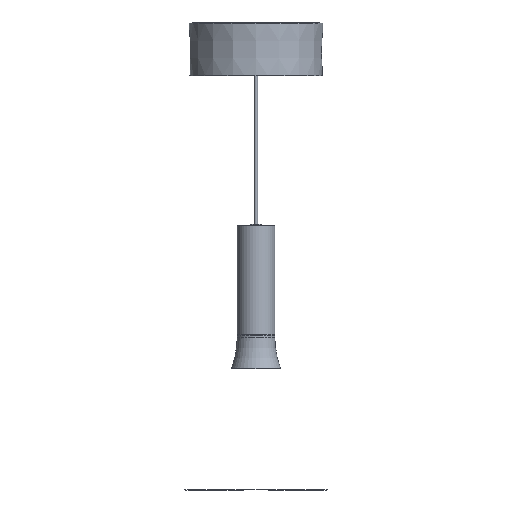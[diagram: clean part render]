
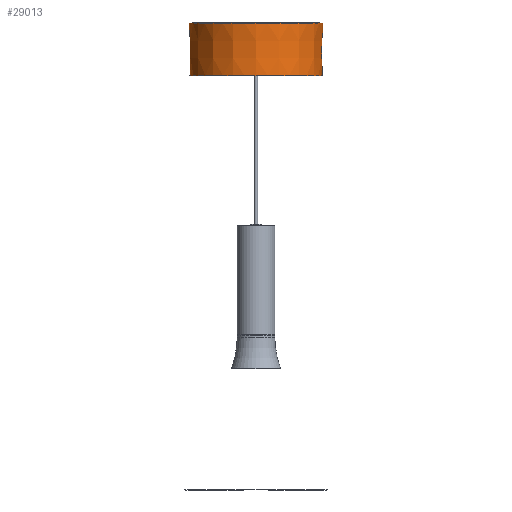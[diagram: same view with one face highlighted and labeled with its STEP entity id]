
A CAD part, left-side view. The second image highlights one B-rep face of the part: STEP entity #29013.
In plain terms, the highlighted conical face has half-angle 0.5 degrees and reference radius 61 mm.
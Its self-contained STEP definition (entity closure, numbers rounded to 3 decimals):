
#766=FACE_BOUND('',#4018,.T.);
#845=CONICAL_SURFACE('',#31144,61.,0.009);
#2042=FACE_OUTER_BOUND('',#4017,.T.);
#4017=EDGE_LOOP('',(#20433,#20434,#20435,#20436));
#4018=EDGE_LOOP('',(#20437,#20438,#20439,#20440));
#5868=CIRCLE('',#31048,61.419);
#5884=CIRCLE('',#31081,61.371);
#5885=CIRCLE('',#31083,61.388);
#5906=CIRCLE('',#31134,61.);
#8569=LINE('',#62842,#10306);
#8570=LINE('',#62844,#10307);
#8602=LINE('',#62988,#10339);
#10306=VECTOR('',#35442,10.);
#10307=VECTOR('',#35445,10.);
#10339=VECTOR('',#35595,61.);
#12110=VERTEX_POINT('',#62659);
#12151=VERTEX_POINT('',#62830);
#12152=VERTEX_POINT('',#62832);
#12153=VERTEX_POINT('',#62836);
#12154=VERTEX_POINT('',#62838);
#12181=VERTEX_POINT('',#62974);
#15007=EDGE_CURVE('',#12110,#12110,#5868,.F.);
#15061=EDGE_CURVE('',#12152,#12151,#5884,.F.);
#15065=EDGE_CURVE('',#12153,#12154,#5885,.F.);
#15066=EDGE_CURVE('',#12154,#12152,#8569,.F.);
#15067=EDGE_CURVE('',#12151,#12153,#8570,.T.);
#15122=EDGE_CURVE('',#12181,#12181,#5906,.T.);
#15127=EDGE_CURVE('',#12110,#12181,#8602,.T.);
#20433=ORIENTED_EDGE('',*,*,#15007,.F.);
#20434=ORIENTED_EDGE('',*,*,#15127,.T.);
#20435=ORIENTED_EDGE('',*,*,#15122,.T.);
#20436=ORIENTED_EDGE('',*,*,#15127,.F.);
#20437=ORIENTED_EDGE('',*,*,#15065,.T.);
#20438=ORIENTED_EDGE('',*,*,#15066,.T.);
#20439=ORIENTED_EDGE('',*,*,#15061,.T.);
#20440=ORIENTED_EDGE('',*,*,#15067,.T.);
#29013=ADVANCED_FACE('',(#2042,#766),#845,.T.);
#31048=AXIS2_PLACEMENT_3D('',#62660,#35343,#35344);
#31081=AXIS2_PLACEMENT_3D('',#62833,#35431,#35432);
#31083=AXIS2_PLACEMENT_3D('',#62840,#35438,#35439);
#31134=AXIS2_PLACEMENT_3D('',#62975,#35573,#35574);
#31144=AXIS2_PLACEMENT_3D('',#62987,#35593,#35594);
#35343=DIRECTION('center_axis',(0.,0.,
-1.));
#35344=DIRECTION('ref_axis',(1.,0.,0.));
#35431=DIRECTION('center_axis',(0.,0.,
1.));
#35432=DIRECTION('ref_axis',(1.,0.,0.));
#35438=DIRECTION('center_axis',(0.,0.,
-1.));
#35439=DIRECTION('ref_axis',(1.,0.,0.));
#35442=DIRECTION('',(0.,-0.009,1.));
#35445=DIRECTION('',(0.,-0.009,1.));
#35573=DIRECTION('center_axis',(0.,0.,
1.));
#35574=DIRECTION('ref_axis',(1.,0.,0.));
#35593=DIRECTION('center_axis',(0.,0.,
1.));
#35594=DIRECTION('ref_axis',(1.,0.,0.));
#35595=DIRECTION('',(0.009,0.,-1.));
#62659=CARTESIAN_POINT('',(-163.113,36.063,-0.248));
#62660=CARTESIAN_POINT('Origin',(-101.694,36.063,-0.248));
#62830=CARTESIAN_POINT('',(-103.836,-25.27,-5.748));
#62832=CARTESIAN_POINT('',(-99.552,-25.27,-5.748));
#62833=CARTESIAN_POINT('Origin',(-101.694,36.063,-5.748));
#62836=CARTESIAN_POINT('',(-103.836,-25.288,-3.748));
#62838=CARTESIAN_POINT('',(-99.552,-25.288,-3.748));
#62840=CARTESIAN_POINT('Origin',(-101.694,36.063,-3.748));
#62842=CARTESIAN_POINT('',(-99.565,-24.9,-48.248));
#62844=CARTESIAN_POINT('',(-103.823,-24.9,-48.248));
#62974=CARTESIAN_POINT('',(-162.694,36.063,-48.248));
#62975=CARTESIAN_POINT('Origin',(-101.694,36.063,-48.248));
#62987=CARTESIAN_POINT('Origin',(-101.694,36.063,-48.248));
#62988=CARTESIAN_POINT('',(-162.694,36.063,-48.248));
